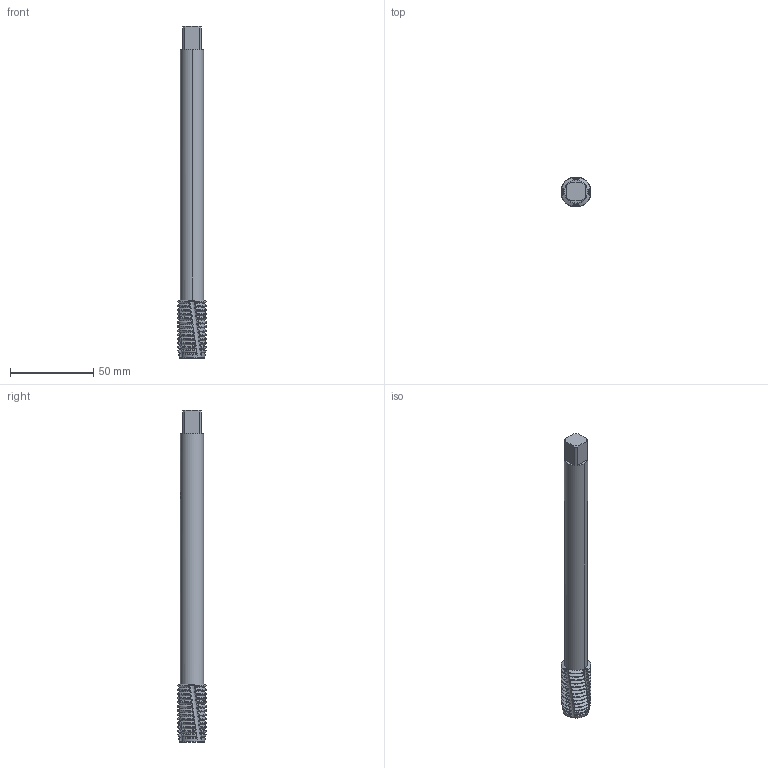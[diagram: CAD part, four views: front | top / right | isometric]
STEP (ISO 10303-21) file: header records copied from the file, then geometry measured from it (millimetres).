
FILE_DESCRIPTION(('no description'),'unknown implementation level');
FILE_NAME('solidJp2yNN_r0EEm5zH2tUjhtiq6zV0_1.STP',' ',('CIM GmbH Aachen'),('CADClick - KiM GmbH - www.kimweb.de'),'unknown preprocess','ACIS','unknown authorization');
FILE_SCHEMA(('automotive_design'));
Length unit declared in the file: millimetre
Products named in the file (2): 1; 2
Bounding box: 18 x 18 x 200 mm (x, y, z)
Volume: 31892.7 mm3; surface area: 13460.3 mm2
Topology: 2 solids, 2 shells, 447 faces, 1287 edges, 844 vertices
Faces by surface type: cone 184, cylinder 154, bspline 80, plane 17, revolution 12
Entity records: 38648 total; most frequent: CARTESIAN_POINT 14011, STYLED_ITEM 2580, PRESENTATION_STYLE_ASSIGNMENT 2580, COLOUR_RGB 2580, ORIENTED_EDGE 2574, DIRECTION 1665, EDGE_CURVE 1287, CURVE_STYLE 1287
